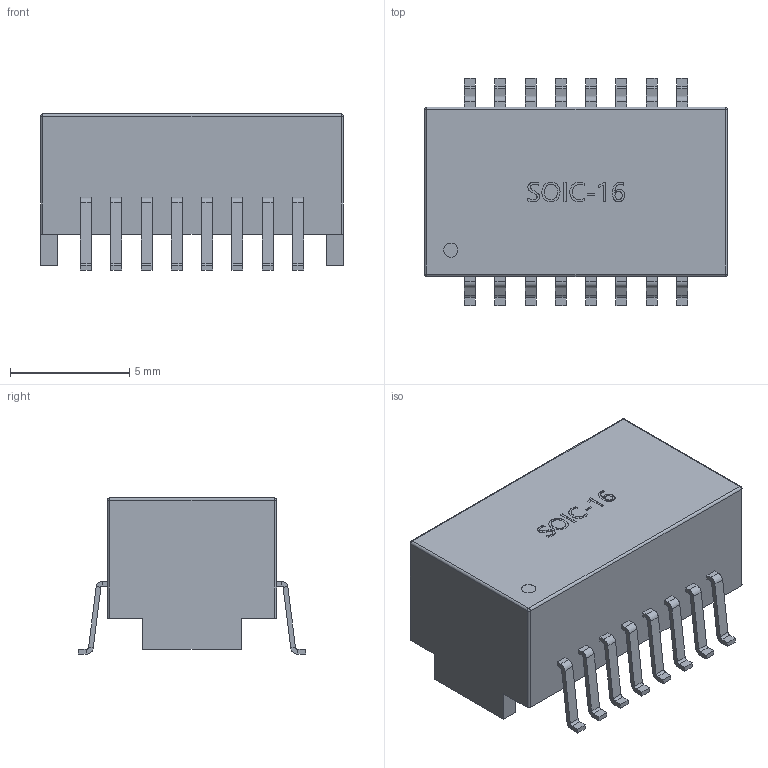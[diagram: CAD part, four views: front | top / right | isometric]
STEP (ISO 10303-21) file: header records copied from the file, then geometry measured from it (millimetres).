
FILE_DESCRIPTION(/* description */ (''),/* implementation_level */ '2;1');
FILE_NAME(/* name */ 'L1.step',/* time_stamp */ '2023-09-12T21:37:48+02:00',/* author */ (''),/* organization */ (''),/* preprocessor_version */ 'ST-DEVELOPER v20',/* originating_system */ 'Autodesk Translation Framework v12.9.0.99',/* authorisation */ '');
FILE_SCHEMA (('AUTOMOTIVE_DESIGN { 1 0 10303 214 3 1 1 }'));
Length unit declared in the file: millimetre
Products named in the file (3): L1; XFMR-SMD_11FB-05NL; COMPOUND (1)
Assembly tree (2 placements, depth 3):
  L1
    XFMR-SMD_11FB-05NL
      COMPOUND (1)
Bounding box: 12.7 x 9.53 x 6.55 mm (x, y, z)
Volume: 296.1 mm3; surface area: 593.5 mm2
Topology: 1 solids, 1 shells, 497 faces, 1118 edges, 652 vertices
Faces by surface type: plane 364, cylinder 73, bspline 56, sphere 4
Full cylindrical faces by diameter (mm): 0.6 x1
Entity records: 16936 total; most frequent: CARTESIAN_POINT 5700, ORIENTED_EDGE 2228, DIRECTION 2040, EDGE_CURVE 1114, LINE 856, VECTOR 856, VERTEX_POINT 652, AXIS2_PLACEMENT_3D 592
